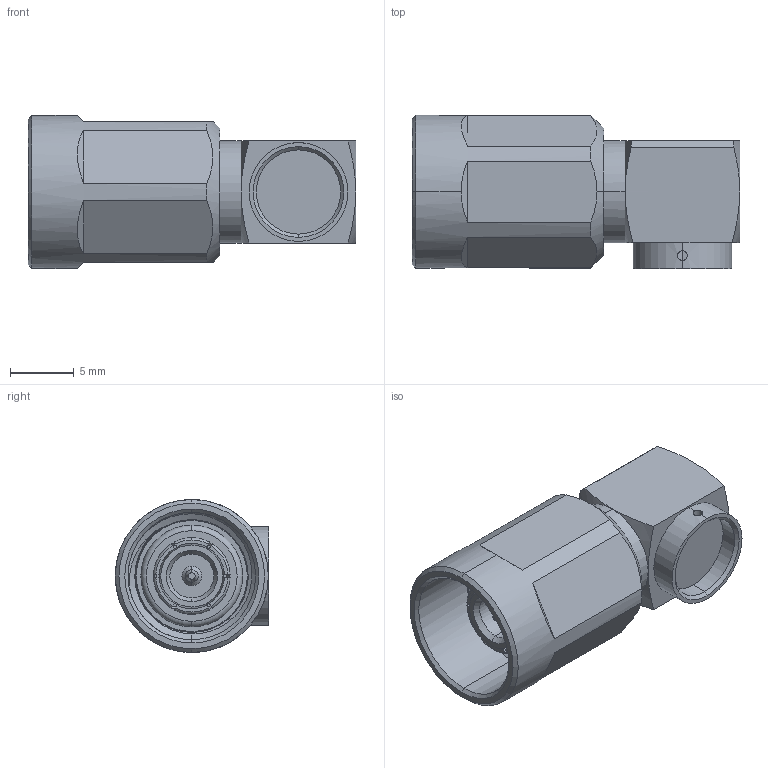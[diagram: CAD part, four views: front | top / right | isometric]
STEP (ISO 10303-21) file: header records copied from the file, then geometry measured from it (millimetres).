
FILE_DESCRIPTION (( 'STEP AP214' ), '1' );
FILE_NAME ('FMCN1709.step', '2021-01-28T21:30:37', ( '' ), ( '' ), 'SwSTEP 2.0', 'SolidWorks 2018', '' );
FILE_SCHEMA (( 'AUTOMOTIVE_DESIGN' ));
Length unit declared in the file: inch
Products named in the file (1): FMCN1709
Bounding box: 25.7 x 12.03 x 12 mm (x, y, z)
Volume: 1696.6 mm3; surface area: 2099.8 mm2
Topology: 1 solids, 1 shells, 193 faces, 516 edges, 333 vertices
Faces by surface type: plane 92, cylinder 43, cone 37, bspline 12, torus 9
Entity records: 8639 total; most frequent: CARTESIAN_POINT 4088, ORIENTED_EDGE 1032, DIRECTION 851, EDGE_CURVE 516, VERTEX_POINT 333, AXIS2_PLACEMENT_3D 323, EDGE_LOOP 205, LINE 205
